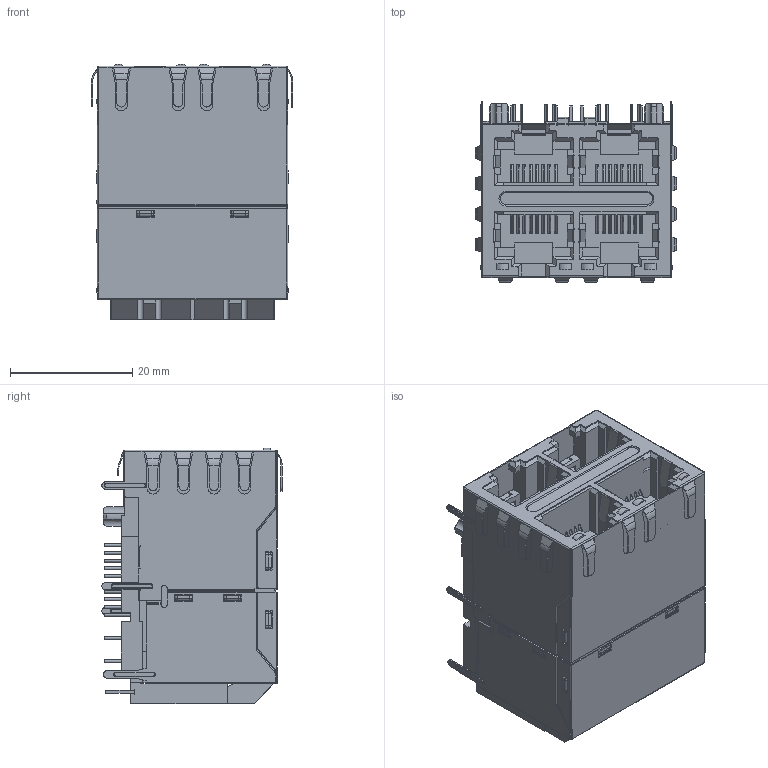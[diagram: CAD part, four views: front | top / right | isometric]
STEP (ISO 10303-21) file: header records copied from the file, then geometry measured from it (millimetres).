
FILE_DESCRIPTION((''),'2;1');
FILE_NAME('FRJ45090-4306K6K2102','2026-02-25T09:55:14',('gongchengVV'),(''),'CREO PARAMETRIC BY PTC INC, 2020033','CREO PARAMETRIC BY PTC INC, 2020033','');
FILE_SCHEMA(('CONFIG_CONTROL_DESIGN'));
Products named in the file (1): FRJ45090-4306K6K2102
Bounding box: 32.96 x 29.53 x 41.91 mm (x, y, z)
Volume: 20216.4 mm3; surface area: 16506.2 mm2
Topology: 1 solids, 3 shells, 2739 faces, 6936 edges, 4322 vertices
Faces by surface type: plane 1701, cylinder 784, torus 84, bspline 78, cone 52, sphere 40
Entity records: 84115 total; most frequent: CARTESIAN_POINT 17969, ORIENTED_EDGE 13792, DIRECTION 13547, EDGE_CURVE 6896, VECTOR 4791, LINE 4791, AXIS2_PLACEMENT_3D 4378, VERTEX_POINT 4322
